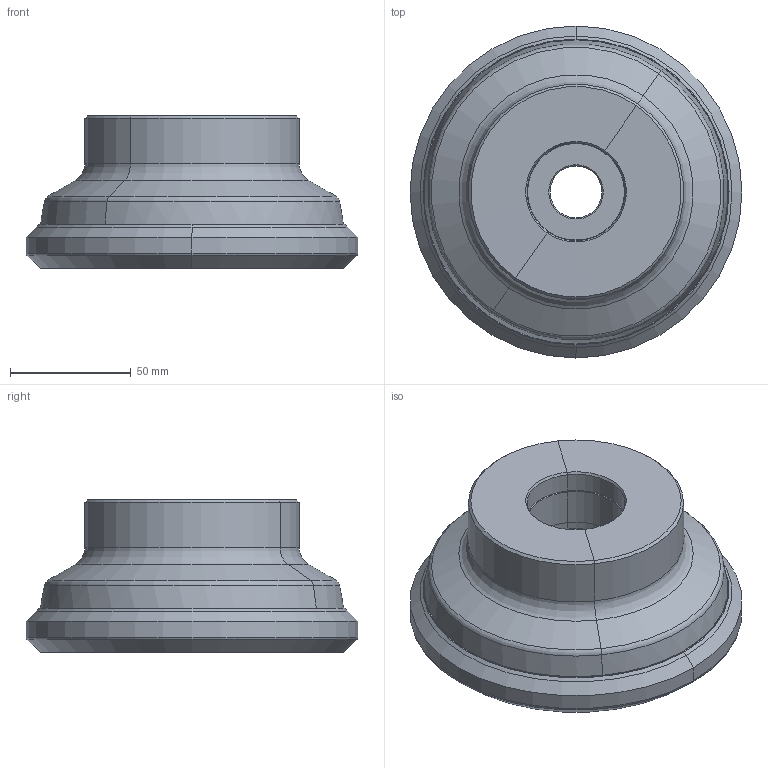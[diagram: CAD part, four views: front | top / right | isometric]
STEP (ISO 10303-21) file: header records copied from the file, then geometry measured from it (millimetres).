
FILE_DESCRIPTION((''),'2;1');
FILE_NAME('607041074-000-00-E43','2020-02-24T10:26:06',('korna'),(''),'CREO PARAMETRIC BY PTC INC, 2019030','CREO PARAMETRIC BY PTC INC, 2019030','');
FILE_SCHEMA(('AP242_MANAGED_MODEL_BASED_3D_ENGINEERING_MIM_LF { 1 0 10303 442 1 1 4 }'));
Length unit declared in the file: millimetre
Products named in the file (1): 607041074-000-00-E43
Bounding box: 137.29 x 137.29 x 63 mm (x, y, z)
Volume: 520169.5 mm3; surface area: 52262.2 mm2
Topology: 1 solids, 1 shells, 73 faces, 265 edges, 208 vertices
Faces by surface type: cone 28, cylinder 14, torus 14, revolution 10, plane 7
Entity records: 4066 total; most frequent: CARTESIAN_POINT 608, DIRECTION 498, PRESENTATION_STYLE_ASSIGNMENT 302, ORIENTED_EDGE 296, STYLED_ITEM 279, CURVE_STYLE 278, AXIS2_PLACEMENT_3D 181, EDGE_CURVE 148
